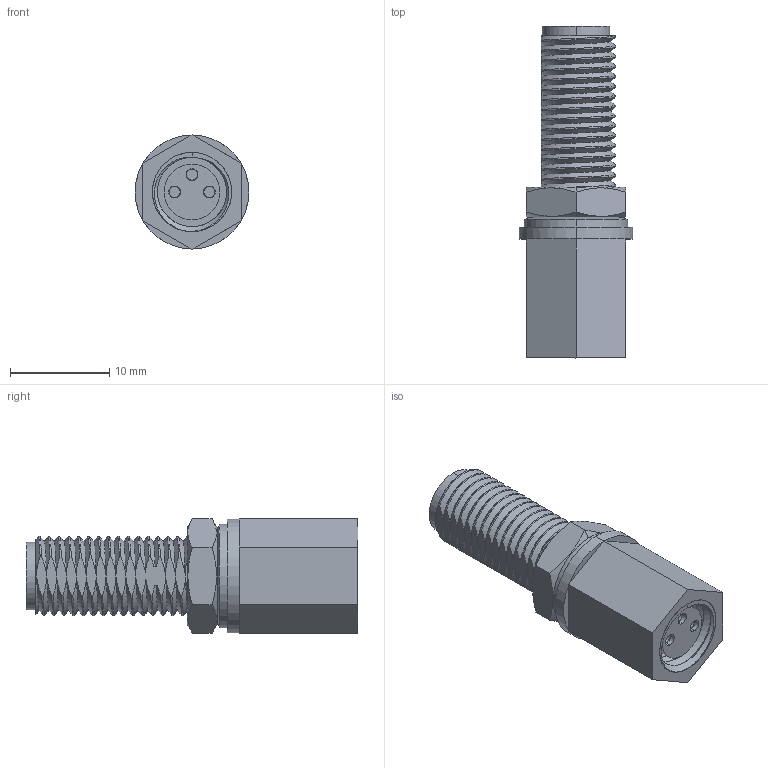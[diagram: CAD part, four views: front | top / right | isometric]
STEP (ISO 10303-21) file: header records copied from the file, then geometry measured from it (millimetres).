
FILE_DESCRIPTION (( 'STEP AP203' ), '1' );
FILE_NAME ('P52.STEP', '2020-03-30T07:58:41', ( 'edpusr' ), ( 'Microsoft' ), 'SwSTEP 2.0', 'SolidWorks 2015', '' );
FILE_SCHEMA (( 'CONFIG_CONTROL_DESIGN' ));
Length unit declared in the file: millimetre
Products named in the file (1): P52
Bounding box: 11.48 x 33.5 x 11.55 mm (x, y, z)
Volume: 1710.8 mm3; surface area: 2419.3 mm2
Topology: 3 solids, 3 shells, 204 faces, 499 edges, 310 vertices
Faces by surface type: cylinder 101, plane 52, bspline 40, cone 11
Entity records: 29638 total; most frequent: CARTESIAN_POINT 25519, ORIENTED_EDGE 998, DIRECTION 658, EDGE_CURVE 499, VERTEX_POINT 310, AXIS2_PLACEMENT_3D 248, EDGE_LOOP 221, FACE_OUTER_BOUND 204
